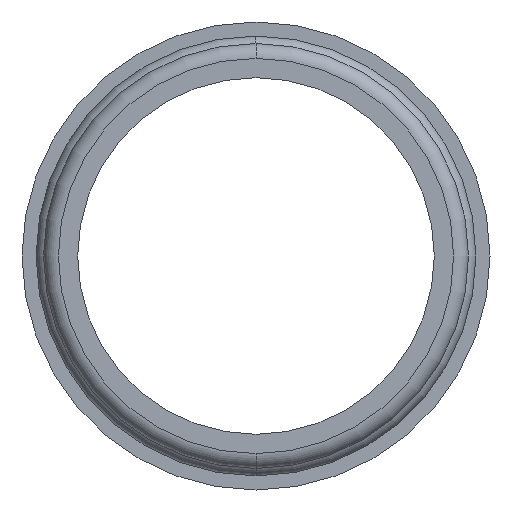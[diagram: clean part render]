
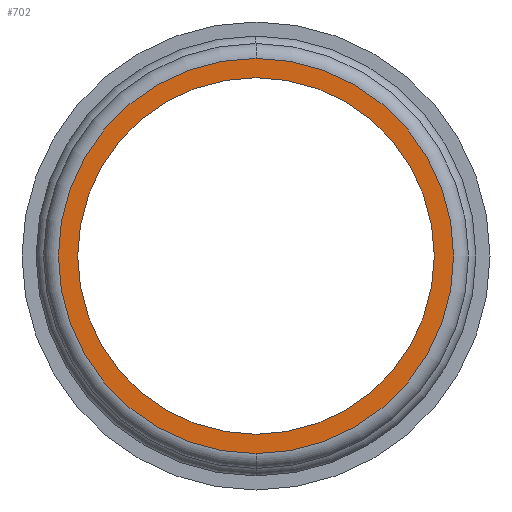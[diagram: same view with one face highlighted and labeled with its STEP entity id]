
A CAD part, front view. The second image highlights one B-rep face of the part: STEP entity #702.
In plain terms, the highlighted planar face has unit normal (0, -1, 0).
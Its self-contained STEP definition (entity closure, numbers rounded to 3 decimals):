
#1=CARTESIAN_POINT('',(0.,0.,0.));
#2=DIRECTION('',(0.,-1.,0.));
#3=DIRECTION('',(1.,0.,0.));
#4=AXIS2_PLACEMENT_3D('',#1,#2,#3);
#6=CARTESIAN_POINT('',(0.,0.,0.));
#7=DIRECTION('',(0.,-1.,0.));
#8=DIRECTION('',(-1.,0.,0.));
#9=AXIS2_PLACEMENT_3D('',#6,#7,#8);
#11=CARTESIAN_POINT('',(0.,0.,0.));
#12=DIRECTION('',(0.,-1.,0.));
#13=DIRECTION('',(0.,0.,-1.));
#14=AXIS2_PLACEMENT_3D('',#11,#12,#13);
#16=CARTESIAN_POINT('',(0.,0.,0.));
#17=DIRECTION('',(0.,-1.,0.));
#18=DIRECTION('',(0.,0.,1.));
#19=AXIS2_PLACEMENT_3D('',#16,#17,#18);
#561=CARTESIAN_POINT('',(6.,0.,0.));
#562=CARTESIAN_POINT('',(-6.,0.,0.));
#563=VERTEX_POINT('',#561);
#564=VERTEX_POINT('',#562);
#581=CARTESIAN_POINT('',(0.,0.,-6.65));
#582=CARTESIAN_POINT('',(0.,0.,6.65));
#583=VERTEX_POINT('',#581);
#584=VERTEX_POINT('',#582);
#685=CARTESIAN_POINT('',(0.,0.,0.));
#686=DIRECTION('',(0.,1.,0.));
#687=DIRECTION('',(1.,0.,0.));
#688=AXIS2_PLACEMENT_3D('',#685,#686,#687);
#689=PLANE('',#688);
#691=ORIENTED_EDGE('',*,*,#690,.F.);
#693=ORIENTED_EDGE('',*,*,#692,.F.);
#694=EDGE_LOOP('',(#691,#693));
#695=FACE_OUTER_BOUND('',#694,.F.);
#697=ORIENTED_EDGE('',*,*,#696,.T.);
#699=ORIENTED_EDGE('',*,*,#698,.T.);
#700=EDGE_LOOP('',(#697,#699));
#701=FACE_BOUND('',#700,.F.);
#702=ADVANCED_FACE('',(#695,#701),#689,.F.);
#5=CIRCLE('',#4,6.);
#10=CIRCLE('',#9,6.);
#15=CIRCLE('',#14,6.65);
#20=CIRCLE('',#19,6.65);
#690=EDGE_CURVE('',#583,#584,#15,.T.);
#692=EDGE_CURVE('',#584,#583,#20,.T.);
#696=EDGE_CURVE('',#563,#564,#5,.T.);
#698=EDGE_CURVE('',#564,#563,#10,.T.);
